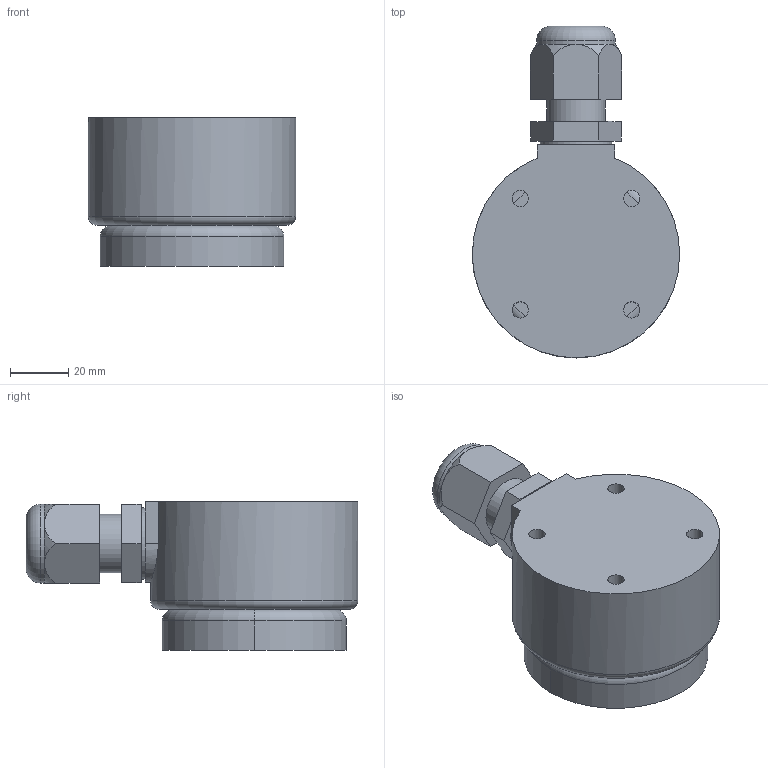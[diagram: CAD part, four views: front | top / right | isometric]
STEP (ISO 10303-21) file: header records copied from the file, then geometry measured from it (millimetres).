
FILE_DESCRIPTION(/* description */ ('Auer Signal Vienna'),/* implementation_level */ '2;1');
FILE_NAME(/* name */ 'BDM_AuerSignal.stp',/* time_stamp */ '2021-08-31T10:28:03+02:00',/* author */ ('l.ivanic'),/* organization */ ('Auer Signal'),/* preprocessor_version */ 'ST-DEVELOPER v16',/* originating_system */ 'SIEMENS PLM Software NX 10.0',/* authorisation */ '');
FILE_SCHEMA (('AUTOMOTIVE_DESIGN { 1 0 10303 214 3 1 1 1 }'));
Length unit declared in the file: millimetre
Products named in the file (1): l.iv4958FFC4p2rb
Bounding box: 71 x 113.65 x 50.8 mm (x, y, z)
Volume: 204987.1 mm3; surface area: 33191.7 mm2
Topology: 2 solids, 2 shells, 60 faces, 132 edges, 87 vertices
Faces by surface type: plane 30, cylinder 20, bspline 6, torus 4
Full cylindrical faces by diameter (mm): 4.5 x2, 5.6 x4, 6.5 x1, 8.2 x1, 14.2 x1, 20 x1, 21 x1, 24.4 x1, 25.2 x1, 27 x1, 71 x1
Entity records: 1647 total; most frequent: CARTESIAN_POINT 388, DIRECTION 253, ORIENTED_EDGE 212, EDGE_CURVE 106, AXIS2_PLACEMENT_3D 105, EDGE_LOOP 98, VERTEX_POINT 78, FACE_BOUND 67
